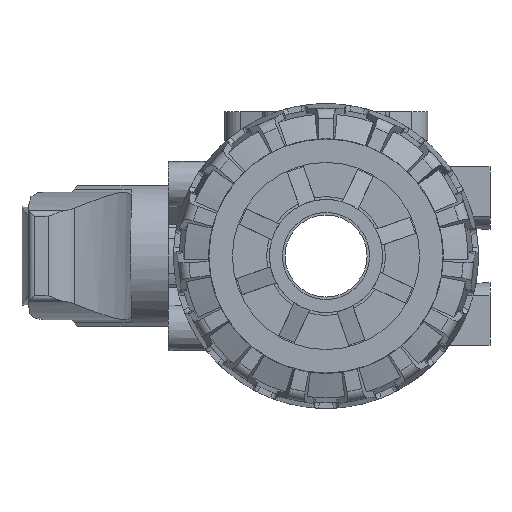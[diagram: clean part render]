
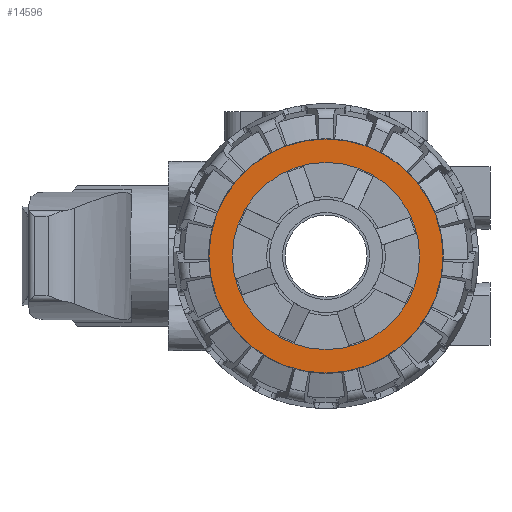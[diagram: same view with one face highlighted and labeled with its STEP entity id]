
A CAD part, left-side view. The second image highlights one B-rep face of the part: STEP entity #14596.
In plain terms, the highlighted face is planar.
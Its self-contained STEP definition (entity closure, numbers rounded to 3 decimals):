
#874=FACE_BOUND($,#3393,.T.);
#875=FACE_BOUND($,#3394,.T.);
#1648=CIRCLE($,#15651,16.55);
#1719=CIRCLE($,#15883,20.7);
#3393=EDGE_LOOP($,(#12933));
#3394=EDGE_LOOP($,(#12934));
#6251=VERTEX_POINT($,#24847);
#6537=VERTEX_POINT($,#26445);
#8169=EDGE_CURVE($,#6251,#6251,#1648,.T.);
#8548=EDGE_CURVE($,#6537,#6537,#1719,.T.);
#12933=ORIENTED_EDGE($,*,*,#8169,.T.);
#12934=ORIENTED_EDGE($,*,*,#8548,.T.);
#13825=PLANE($,#16082);
#14596=ADVANCED_FACE($,(#874,#875),#13825,.T.);
#15651=AXIS2_PLACEMENT_3D($,#24848,#18743,#18744);
#15883=AXIS2_PLACEMENT_3D($,#26446,#19307,#19308);
#16082=AXIS2_PLACEMENT_3D($,#27173,#19785,#19786);
#18743=DIRECTION('center_axis',(0.,-1.,0.));
#18744=DIRECTION('ref_axis',(-1.,0.,0.));
#19307=DIRECTION('center_axis',(0.,1.,0.));
#19308=DIRECTION('ref_axis',(-1.,0.,0.));
#19785=DIRECTION('center_axis',(0.,1.,0.));
#19786=DIRECTION('ref_axis',(0.,0.,1.));
#24847=CARTESIAN_POINT('',(-16.55,21.2,0.));
#24848=CARTESIAN_POINT('Origin',(0.,21.2,0.));
#26445=CARTESIAN_POINT('',(-20.7,21.2,0.));
#26446=CARTESIAN_POINT('Origin',(0.,21.2,0.));
#27173=CARTESIAN_POINT('Origin',(-10.35,21.2,0.));
